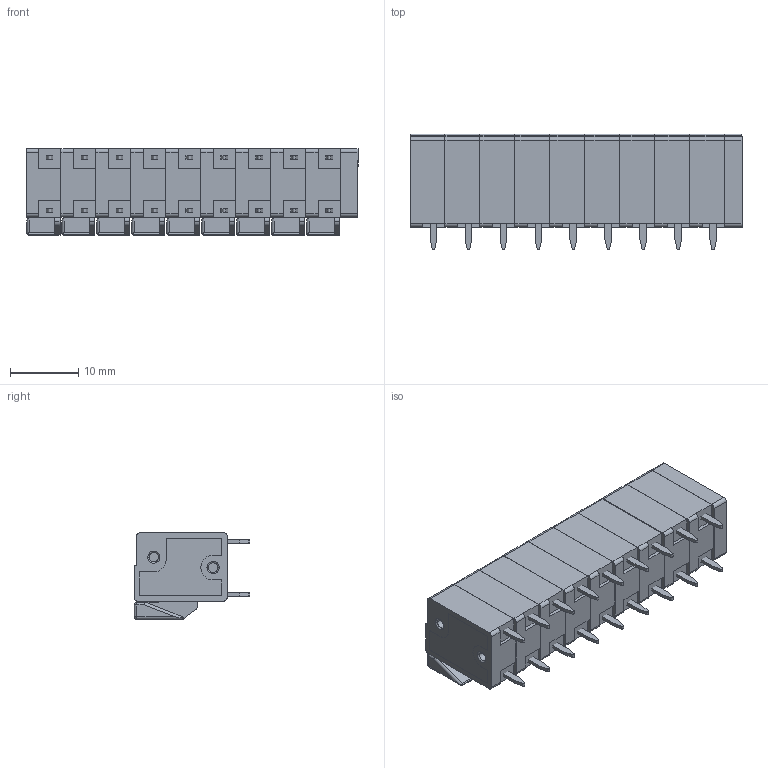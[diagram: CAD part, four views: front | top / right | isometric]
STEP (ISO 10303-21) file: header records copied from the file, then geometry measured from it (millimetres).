
FILE_DESCRIPTION (( 'STEP AP214' ), '1' );
FILE_NAME ('PCB terminal block FFKDS 5.08_9.STEP', '2017-06-24T20:03:45', ( 'M.B.I.' ), ( '' ), 'SwSTEP 2.0', '', '' );
FILE_SCHEMA (( 'AUTOMOTIVE_DESIGN' ));
Length unit declared in the file: millimetre
Products named in the file (3): FFKDS CAP; FFKDS 5.08; PCB terminal block FFKDS 5.08_9
Assembly tree (10 placements, depth 2):
  PCB terminal block FFKDS 5.08_9
    FFKDS 5.08  x9
    FFKDS CAP
Bounding box: 48.71 x 17 x 12.73 mm (x, y, z)
Volume: 4428 mm3; surface area: 13111.3 mm2
Topology: 28 solids, 28 shells, 1916 faces, 5196 edges, 3383 vertices
Faces by surface type: plane 1136, cylinder 672, torus 72, sphere 18, cone 18
Entity records: 8228 total; most frequent: CARTESIAN_POINT 1500, DIRECTION 1383, ORIENTED_EDGE 1364, EDGE_CURVE 682, VECTOR 491, LINE 491, VERTEX_POINT 447, AXIS2_PLACEMENT_3D 446
